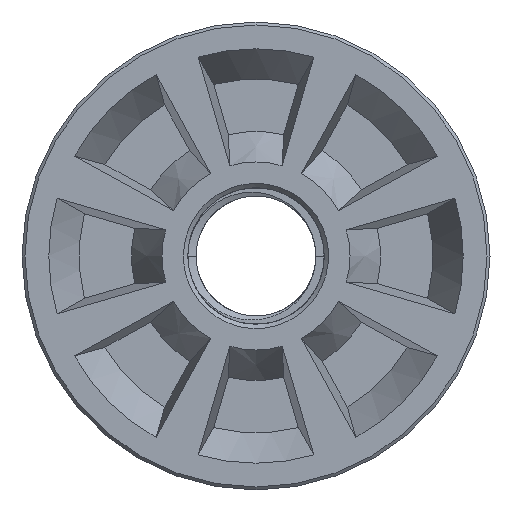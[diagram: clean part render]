
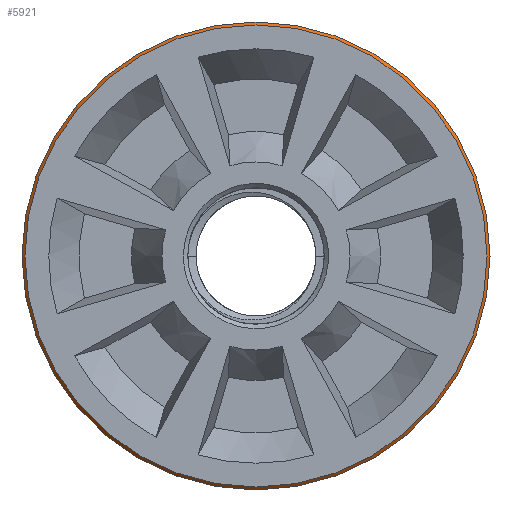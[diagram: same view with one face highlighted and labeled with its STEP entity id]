
A CAD part, front view. The second image highlights one B-rep face of the part: STEP entity #5921.
In plain terms, the highlighted conical face has half-angle 45.25 degrees and reference radius 56.898 mm.
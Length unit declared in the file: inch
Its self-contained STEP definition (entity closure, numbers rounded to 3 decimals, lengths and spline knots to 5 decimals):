
#5591=CARTESIAN_POINT('',(23.57086,2.20496,0.97152));
#5592=VERTEX_POINT('',#5591);
#5593=CARTESIAN_POINT('',(21.31213,2.20496,0.97152));
#5594=DIRECTION('',(0.0,0.0,-1.0));
#5595=DIRECTION('',(-1.0,0.0,0.0));
#5596=AXIS2_PLACEMENT_3D('',#5593,#5594,#5595);
#5597=CIRCLE('',#5596,2.25873);
#5598=EDGE_CURVE('',#5592,#5592,#5597,.F.);
#5902=CARTESIAN_POINT('',(21.31213,2.20496,0.99));
#5903=DIRECTION('',(0.0,0.,-1.0));
#5904=DIRECTION('',(-1.0,0.0,0.0));
#5905=AXIS2_PLACEMENT_3D('',#5902,#5903,#5904);
#5906=CONICAL_SURFACE('',#5905,2.24009,45.25);
#5907=CARTESIAN_POINT('',(19.08213,2.20496,1.));
#5908=VERTEX_POINT('',#5907);
#5909=CARTESIAN_POINT('',(21.31213,2.20496,1.));
#5910=DIRECTION('',(0.0,0.0,-1.0));
#5911=DIRECTION('',(-1.0,0.0,0.0));
#5912=AXIS2_PLACEMENT_3D('',#5909,#5910,#5911);
#5913=CIRCLE('',#5912,2.23);
#5914=EDGE_CURVE('',#5908,#5908,#5913,.T.);
#5915=ORIENTED_EDGE('',*,*,#5914,.T.);
#5916=EDGE_LOOP('',(#5915));
#5917=FACE_OUTER_BOUND('',#5916,.T.);
#5918=ORIENTED_EDGE('',*,*,#5598,.T.);
#5919=EDGE_LOOP('',(#5918));
#5920=FACE_BOUND('',#5919,.T.);
#5921=ADVANCED_FACE('',(#5917,#5920),#5906,.T.);
